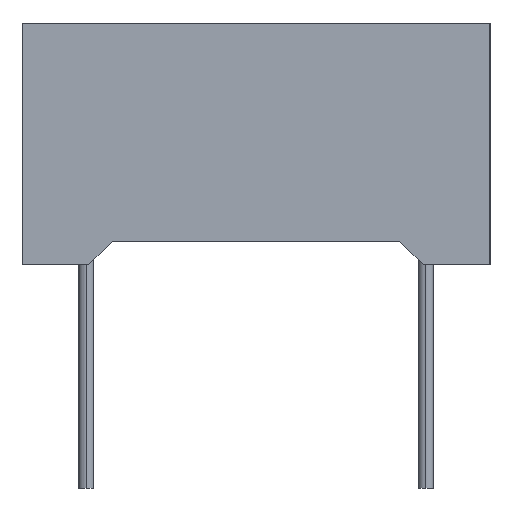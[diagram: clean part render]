
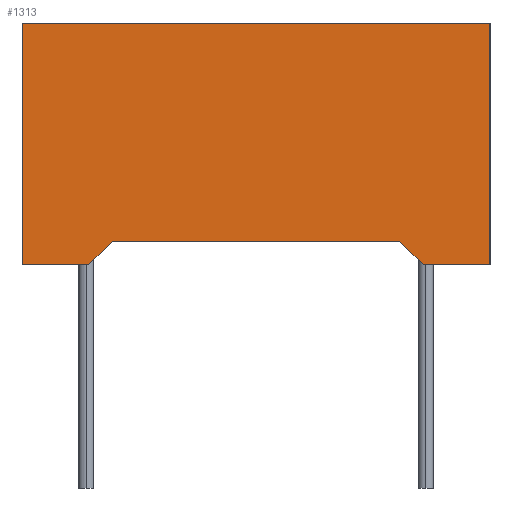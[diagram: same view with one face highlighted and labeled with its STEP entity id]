
A CAD part, left-side view. The second image highlights one B-rep face of the part: STEP entity #1313.
In plain terms, the highlighted planar face has unit normal (-1, 0, 0).
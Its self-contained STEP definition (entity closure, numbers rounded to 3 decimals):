
#266 = FACE_OUTER_BOUND ( 'NONE', #5851, .T. ) ;
#399 = ORIENTED_EDGE ( 'NONE', *, *, #2706, .F. ) ;
#456 = VERTEX_POINT ( 'NONE', #7078 ) ;
#561 = CARTESIAN_POINT ( 'NONE',  ( -15., 0., 7.21 ) ) ;
#600 = VERTEX_POINT ( 'NONE', #4583 ) ;
#656 = EDGE_CURVE ( 'NONE', #456, #4643, #4055, .T. ) ;
#658 = DIRECTION ( 'NONE',  ( 0., 1., 0. ) ) ;
#868 = LINE ( 'NONE', #5377, #999 ) ;
#900 = EDGE_CURVE ( 'NONE', #456, #7209, #1937, .T. ) ;
#999 = VECTOR ( 'NONE', #4711, 1000. ) ;
#1313 = ADVANCED_FACE ( 'NONE', ( #266 ), #7916, .F. ) ;
#1352 = CARTESIAN_POINT ( 'NONE',  ( -15., 7., 0.7 ) ) ;
#1469 = EDGE_CURVE ( 'NONE', #6183, #2546, #868, .T. ) ;
#1558 = VECTOR ( 'NONE', #5805, 1000. ) ;
#1810 = VECTOR ( 'NONE', #8051, 1000. ) ;
#1836 = CARTESIAN_POINT ( 'NONE',  ( -15., -7., 0. ) ) ;
#1937 = LINE ( 'NONE', #6338, #3774 ) ;
#1958 = CARTESIAN_POINT ( 'NONE',  ( -15., 4.3, 0.7 ) ) ;
#2243 = DIRECTION ( 'NONE',  ( 1., 0., 0. ) ) ;
#2382 = LINE ( 'NONE', #1352, #1558 ) ;
#2482 = LINE ( 'NONE', #4968, #6339 ) ;
#2546 = VERTEX_POINT ( 'NONE', #5374 ) ;
#2706 = EDGE_CURVE ( 'NONE', #3628, #600, #6245, .T. ) ;
#2776 = EDGE_CURVE ( 'NONE', #4643, #6183, #2382, .T. ) ;
#2913 = VERTEX_POINT ( 'NONE', #1836 ) ;
#2937 = CARTESIAN_POINT ( 'NONE',  ( -15., 7., 7.2 ) ) ;
#3256 = ORIENTED_EDGE ( 'NONE', *, *, #3952, .F. ) ;
#3281 = CARTESIAN_POINT ( 'NONE',  ( -15., -4.3, 0.7 ) ) ;
#3382 = EDGE_CURVE ( 'NONE', #600, #2913, #8140, .T. ) ;
#3454 = CARTESIAN_POINT ( 'NONE',  ( -15., 7., 7.21 ) ) ;
#3591 = CARTESIAN_POINT ( 'NONE',  ( -15., 7., 0. ) ) ;
#3628 = VERTEX_POINT ( 'NONE', #3454 ) ;
#3634 = VECTOR ( 'NONE', #5375, 1000. ) ;
#3740 = EDGE_CURVE ( 'NONE', #3628, #7209, #4923, .T. ) ;
#3774 = VECTOR ( 'NONE', #658, 1000. ) ;
#3788 = AXIS2_PLACEMENT_3D ( 'NONE', #2937, #2243, #7396 ) ;
#3952 = EDGE_CURVE ( 'NONE', #2913, #2546, #2482, .T. ) ;
#4052 = ORIENTED_EDGE ( 'NONE', *, *, #3740, .T. ) ;
#4055 = LINE ( 'NONE', #6042, #3634 ) ;
#4203 = DIRECTION ( 'NONE',  ( 0., -1., 0. ) ) ;
#4583 = CARTESIAN_POINT ( 'NONE',  ( -15., -7., 7.21 ) ) ;
#4635 = ORIENTED_EDGE ( 'NONE', *, *, #2776, .T. ) ;
#4643 = VERTEX_POINT ( 'NONE', #1958 ) ;
#4711 = DIRECTION ( 'NONE',  ( 0., -0.707, -0.707 ) ) ;
#4766 = ORIENTED_EDGE ( 'NONE', *, *, #3382, .F. ) ;
#4881 = DIRECTION ( 'NONE',  ( 0., 0., -1. ) ) ;
#4923 = LINE ( 'NONE', #7284, #6996 ) ;
#4968 = CARTESIAN_POINT ( 'NONE',  ( -15., -6.3, 0. ) ) ;
#5374 = CARTESIAN_POINT ( 'NONE',  ( -15., -5., 0. ) ) ;
#5375 = DIRECTION ( 'NONE',  ( 0., -0.707, 0.707 ) ) ;
#5377 = CARTESIAN_POINT ( 'NONE',  ( -15., -5., 0. ) ) ;
#5530 = CARTESIAN_POINT ( 'NONE',  ( -15., -7., 7.2 ) ) ;
#5613 = ORIENTED_EDGE ( 'NONE', *, *, #1469, .T. ) ;
#5796 = ORIENTED_EDGE ( 'NONE', *, *, #900, .F. ) ;
#5805 = DIRECTION ( 'NONE',  ( 0., -1., 0. ) ) ;
#5851 = EDGE_LOOP ( 'NONE', ( #5796, #6787, #4635, #5613, #3256, #4766, #399, #4052 ) ) ;
#6042 = CARTESIAN_POINT ( 'NONE',  ( -15., 5., 0. ) ) ;
#6183 = VERTEX_POINT ( 'NONE', #3281 ) ;
#6245 = LINE ( 'NONE', #561, #6717 ) ;
#6338 = CARTESIAN_POINT ( 'NONE',  ( -15., 5., 0. ) ) ;
#6339 = VECTOR ( 'NONE', #6882, 1000. ) ;
#6717 = VECTOR ( 'NONE', #4203, 1000. ) ;
#6787 = ORIENTED_EDGE ( 'NONE', *, *, #656, .T. ) ;
#6882 = DIRECTION ( 'NONE',  ( 0., 1., 0. ) ) ;
#6996 = VECTOR ( 'NONE', #4881, 1000. ) ;
#7078 = CARTESIAN_POINT ( 'NONE',  ( -15., 5., 0. ) ) ;
#7209 = VERTEX_POINT ( 'NONE', #3591 ) ;
#7284 = CARTESIAN_POINT ( 'NONE',  ( -15., 7., 7.2 ) ) ;
#7396 = DIRECTION ( 'NONE',  ( 0., 0., -1. ) ) ;
#7916 = PLANE ( 'NONE',  #3788 ) ;
#8051 = DIRECTION ( 'NONE',  ( 0., 0., -1. ) ) ;
#8140 = LINE ( 'NONE', #5530, #1810 ) ;
